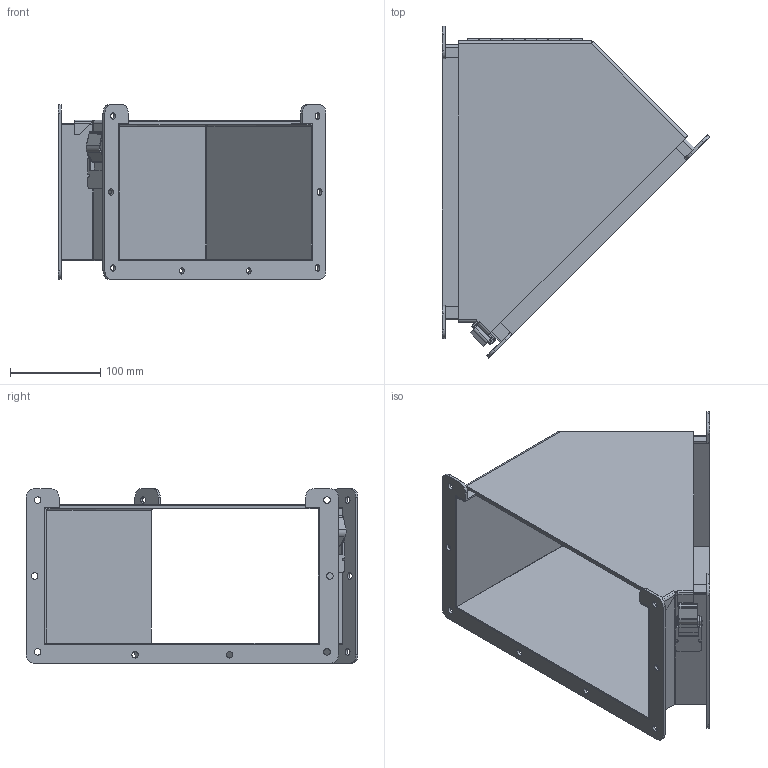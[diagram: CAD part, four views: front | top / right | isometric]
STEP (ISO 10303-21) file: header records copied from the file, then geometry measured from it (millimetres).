
FILE_DESCRIPTION(/* description */ ('LJW, WW-FITTING, ELBOW, 45°, BOTTOM, CS, 12"'),/* implementation_level */ '2;1');
FILE_NAME(/* name */ 'LJWL45126A.stp',/* time_stamp */ '2017-03-08T12:38:42+05:00',/* author */ ('mgunasekar'),/* organization */ (''),/* preprocessor_version */ 'ST-DEVELOPER v16.1',/* originating_system */ 'Autodesk Inventor 2016',/* authorisation */ '');
FILE_SCHEMA (('AUTOMOTIVE_DESIGN { 1 0 10303 214 3 1 1 }'));
Length unit declared in the file: inch
Products named in the file (18): LJWL45126ABTM; LJWL45126AOS; LJWL456APOST; LJWL45TAB; LJWL45126ALID; PART1; PART2; PART3; PART4; PART5; 35011; 328120LH; 328120P; 328120TH; 328120; LJW126RINGP; LJWL45126ASTRIPGSK; LJWL45126A
Assembly tree (18 placements, depth 3):
  LJWL45126A
    LJWL45126ABTM
    LJWL45126AOS
    LJWL456APOST
    LJWL45TAB
    LJWL45126ALID
    35011
      PART1
      PART2
      PART3
      PART4
      PART5
    328120
      328120LH
      328120P
      328120TH
    LJW126RINGP  x2
    LJWL45126ASTRIPGSK
Bounding box: 296.54 x 367.54 x 193.68 mm (x, y, z)
Volume: 486216.1 mm3; surface area: 493292 mm2
Topology: 16 solids, 16 shells, 356 faces, 894 edges, 570 vertices
Faces by surface type: plane 236, cylinder 110, bspline 10
Full cylindrical faces by diameter (mm): 2.54 x1, 2.957 x10, 3.454 x2, 3.946 x6, 4.286 x4, 7.144 x16
Entity records: 10391 total; most frequent: CARTESIAN_POINT 1949, DIRECTION 1653, ORIENTED_EDGE 1554, EDGE_CURVE 777, LINE 573, VECTOR 573, AXIS2_PLACEMENT_3D 540, VERTEX_POINT 514
